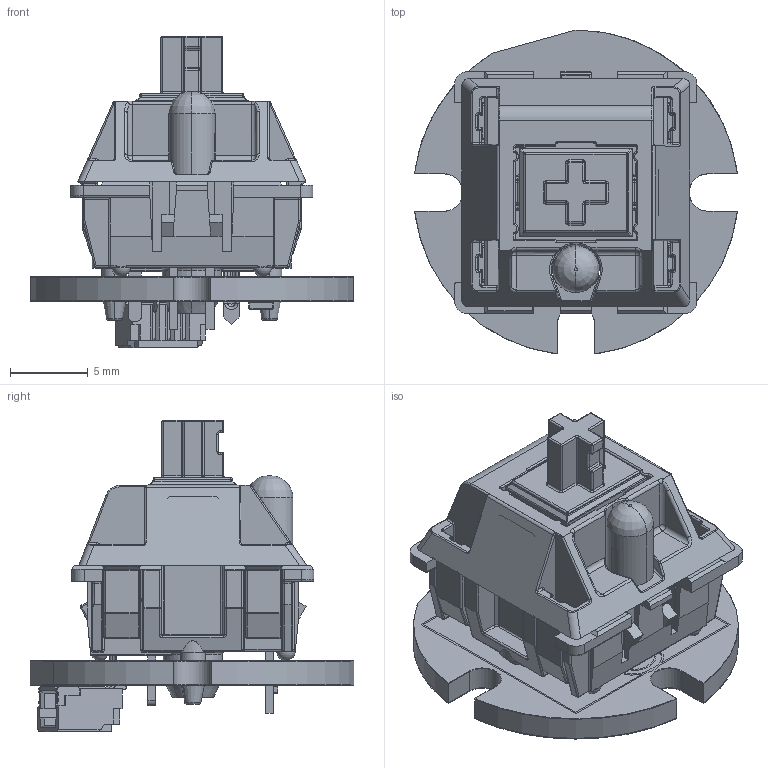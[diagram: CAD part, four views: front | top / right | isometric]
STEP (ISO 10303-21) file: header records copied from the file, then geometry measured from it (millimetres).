
FILE_DESCRIPTION(('KiCad electronic assembly'),'2;1');
FILE_NAME('button_pcb.step','2025-04-15T21:35:10',('Pcbnew'),('Kicad'), 'Open CASCADE STEP processor 7.8','KiCad to STEP converter','Unknown' );
FILE_SCHEMA(('AUTOMOTIVE_DESIGN { 1 0 10303 214 1 1 1 1 }'));
Length unit declared in the file: millimetre
Products named in the file (13): button_pcb 1; SW_Cherry_MX_1.00u_PCB; MX Öá °´¼ü¡ä_¨¹___¡§1; MX ס סͥ¨¢¨¬_¡§¡顧__; MXס ϞñLEDLEDLED; MXÖá ÖáÌå µ×²¿ ¦Ì¡Á2__Ä¬ÈÏ_¨¢2____¨¨_; ֫½ğ__Ĭɏ__¨¨_; JST_SH_SM03B-SRSS-TB_1x03-1MP_P1.00mm_Horizontal; R_0603_1608Metric; Small_Button_copper; Small_Button_silkscreen; Small_Button_soldermask; Small_Button_PCB
Assembly tree (12 placements, depth 3):
  button_pcb 1
    SW_Cherry_MX_1.00u_PCB
      MX Öá °´¼ü¡ä_¨¹___¡§1
      MX ס סͥ¨¢¨¬_¡§¡顧__
      MXס ϞñLEDLEDLED
      MXÖá ÖáÌå µ×²¿ ¦Ì¡Á2__Ä¬ÈÏ_¨¢2____¨¨_
      ֫½ğ__Ĭɏ__¨¨_
    JST_SH_SM03B-SRSS-TB_1x03-1MP_P1.00mm_Horizontal
    R_0603_1608Metric
    Small_Button_copper
    Small_Button_silkscreen
    Small_Button_soldermask
    Small_Button_PCB
Bounding box: 20.8 x 20.87 x 20.09 mm (x, y, z)
Volume: 1616.4 mm3; surface area: 4379.3 mm2
Topology: 30 solids, 43 shells, 1955 faces, 5002 edges, 3023 vertices
Faces by surface type: cylinder 785, plane 741, torus 209, sphere 113, bspline 59, revolution 38, cone 10
Full cylindrical faces by diameter (mm): 0.85 x2, 0.9 x4, 1.45 x2, 1.5 x4, 1.7 x2, 1.8 x2, 2.2 x4, 4 x1
Entity records: 59936 total; most frequent: CARTESIAN_POINT 12446, DIRECTION 10129, ORIENTED_EDGE 9515, EDGE_CURVE 4893, AXIS2_PLACEMENT_3D 3619, VERTEX_POINT 3023, LINE 2853, VECTOR 2853
